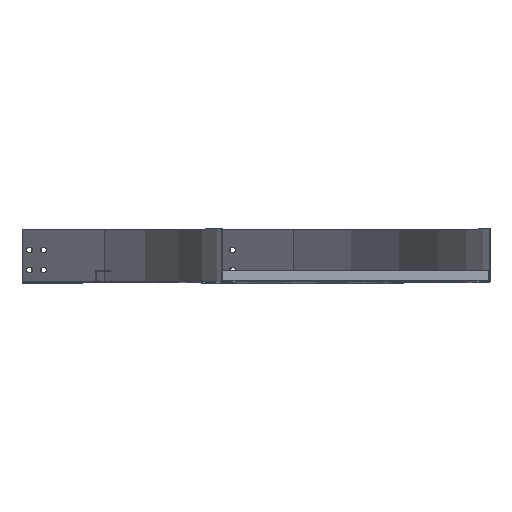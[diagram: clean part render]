
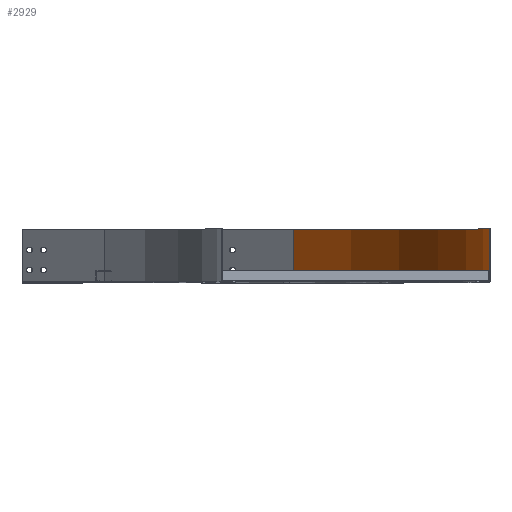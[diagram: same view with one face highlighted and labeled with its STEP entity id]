
A CAD part, top view. The second image highlights one B-rep face of the part: STEP entity #2929.
In plain terms, the highlighted cylindrical face has radius 998.8 mm (diameter 1997.6 mm), a partial arc.
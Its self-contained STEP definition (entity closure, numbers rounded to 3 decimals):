
#524 = LINE ( 'NONE', #1411, #529 ) ;
#527 = CIRCLE ( 'NONE', #1622, 998.8 ) ;
#528 = LINE ( 'NONE', #1416, #532 ) ;
#529 = VECTOR ( 'NONE', #1406, 1000. ) ;
#531 = CIRCLE ( 'NONE', #1623, 998.8 ) ;
#532 = VECTOR ( 'NONE', #1415, 1000. ) ;
#1406 = DIRECTION ( 'NONE',  ( 0., 1., 0. ) ) ;
#1411 = CARTESIAN_POINT ( 'NONE',  ( 106.258, -41.13, -879.258 ) ) ;
#1415 = DIRECTION ( 'NONE',  ( 0., 1., 0. ) ) ;
#1416 = CARTESIAN_POINT ( 'NONE',  ( 398.8, -41.13, -173. ) ) ;
#1417 = CARTESIAN_POINT ( 'NONE',  ( -600., -41.13, -173. ) ) ;
#1418 = DIRECTION ( 'NONE',  ( 0., -1., 0. ) ) ;
#1419 = DIRECTION ( 'NONE',  ( 0.707, 0., 0.707 ) ) ;
#1421 = CARTESIAN_POINT ( 'NONE',  ( -600., 37.07, -173. ) ) ;
#1422 = DIRECTION ( 'NONE',  ( 0., -1., 0. ) ) ;
#1423 = DIRECTION ( 'NONE',  ( 0.707, 0., 0.707 ) ) ;
#1622 = AXIS2_PLACEMENT_3D ( 'NONE', #1417, #1418, #1419 ) ;
#1623 = AXIS2_PLACEMENT_3D ( 'NONE', #1421, #1422, #1423 ) ;
#1796 = CARTESIAN_POINT ( 'NONE',  ( 398.8, -41.13, -173. ) ) ;
#1799 = CARTESIAN_POINT ( 'NONE',  ( 398.8, 37.07, -173. ) ) ;
#1800 = CARTESIAN_POINT ( 'NONE',  ( 106.258, -41.13, -879.258 ) ) ;
#1807 = CARTESIAN_POINT ( 'NONE',  ( 106.258, 37.07, -879.258 ) ) ;
#2341 = FACE_OUTER_BOUND ( 'NONE', #6270, .T. ) ;
#2343 = CYLINDRICAL_SURFACE ( 'NONE', #3123, 998.8 ) ;
#2929 = ADVANCED_FACE ( 'NONE', ( #2341 ), #2343, .F. ) ;
#3123 = AXIS2_PLACEMENT_3D ( 'NONE', #3220, #3217, #3216 ) ;
#3216 = DIRECTION ( 'NONE',  ( 0.707, 0., 0.707 ) ) ;
#3217 = DIRECTION ( 'NONE',  ( 0., -1., 0. ) ) ;
#3220 = CARTESIAN_POINT ( 'NONE',  ( -600., 0., -173. ) ) ;
#4826 = VERTEX_POINT ( 'NONE', #1796 ) ;
#4829 = VERTEX_POINT ( 'NONE', #1799 ) ;
#4830 = VERTEX_POINT ( 'NONE', #1800 ) ;
#4837 = VERTEX_POINT ( 'NONE', #1807 ) ;
#5897 = ORIENTED_EDGE ( 'NONE', *, *, #6564, .F. ) ;
#5898 = ORIENTED_EDGE ( 'NONE', *, *, #6565, .T. ) ;
#5899 = ORIENTED_EDGE ( 'NONE', *, *, #6566, .T. ) ;
#5900 = ORIENTED_EDGE ( 'NONE', *, *, #6567, .F. ) ;
#6270 = EDGE_LOOP ( 'NONE', ( #5897, #5898, #5899, #5900 ) ) ;
#6564 = EDGE_CURVE ( 'NONE', #4830, #4837, #524, .T. ) ;
#6565 = EDGE_CURVE ( 'NONE', #4830, #4826, #527, .T. ) ;
#6566 = EDGE_CURVE ( 'NONE', #4826, #4829, #528, .T. ) ;
#6567 = EDGE_CURVE ( 'NONE', #4837, #4829, #531, .T. ) ;
